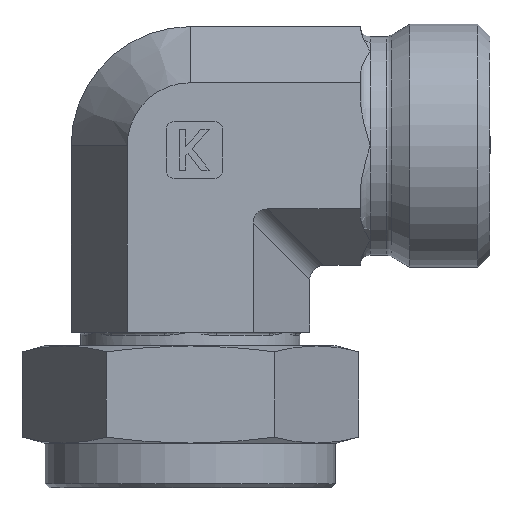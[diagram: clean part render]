
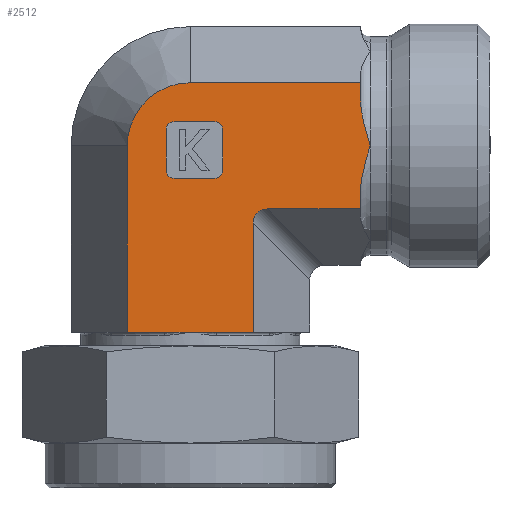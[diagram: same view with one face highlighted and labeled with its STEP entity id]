
A CAD part, left-side view. The second image highlights one B-rep face of the part: STEP entity #2512.
In plain terms, the highlighted planar face has unit normal (-1, 0, 0).
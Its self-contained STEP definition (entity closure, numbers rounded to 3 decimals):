
#114=CARTESIAN_POINT('',(-31.685,12.854,0.5));
#115=VERTEX_POINT('',#114);
#177=CARTESIAN_POINT('',(-31.685,9.544,0.5));
#178=VERTEX_POINT('',#177);
#188=CARTESIAN_POINT('',(-31.685,12.854,0.5));
#189=DIRECTION('',(0.0,-1.0,0.0));
#190=VECTOR('',#189,3.311);
#191=LINE('',#188,#190);
#192=EDGE_CURVE('',#115,#178,#191,.T.);
#259=CARTESIAN_POINT('',(-31.685,6.233,0.5));
#260=VERTEX_POINT('',#259);
#359=CARTESIAN_POINT('',(-31.685,9.544,0.5));
#360=DIRECTION('',(0.0,-1.0,0.0));
#361=VECTOR('',#360,3.311);
#362=LINE('',#359,#361);
#363=EDGE_CURVE('',#178,#260,#362,.T.);
#917=CARTESIAN_POINT('',(-31.685,17.338,0.5));
#918=VERTEX_POINT('',#917);
#919=CARTESIAN_POINT('',(-31.685,17.338,0.5));
#920=DIRECTION('',(0.0,-1.0,0.0));
#921=VECTOR('',#920,4.484);
#922=LINE('',#919,#921);
#923=EDGE_CURVE('',#918,#115,#922,.T.);
#940=CARTESIAN_POINT('',(-31.685,1.75,0.5));
#941=VERTEX_POINT('',#940);
#948=CARTESIAN_POINT('',(-31.685,6.233,0.5));
#949=DIRECTION('',(0.0,-1.0,0.0));
#950=VECTOR('',#949,4.484);
#951=LINE('',#948,#950);
#952=EDGE_CURVE('',#260,#941,#951,.T.);
#1590=CARTESIAN_POINT('',(-31.685,1.75,13.974));
#1591=VERTEX_POINT('',#1590);
#1598=CARTESIAN_POINT('',(-31.685,1.75,0.5));
#1599=DIRECTION('',(0.0,0.0,1.0));
#1600=VECTOR('',#1599,13.474);
#1601=LINE('',#1598,#1600);
#1602=EDGE_CURVE('',#941,#1591,#1601,.T.);
#1906=CARTESIAN_POINT('',(-31.685,-12.656,23.5));
#1907=VERTEX_POINT('',#1906);
#1915=CARTESIAN_POINT('',(-31.685,-11.456,17.683));
#1916=VERTEX_POINT('',#1915);
#1917=CARTESIAN_POINT('',(-31.685,-11.456,17.683));
#1918=CARTESIAN_POINT('',(-31.685,-11.456,19.556));
#1919=CARTESIAN_POINT('',(-31.685,-12.121,21.704));
#1920=CARTESIAN_POINT('',(-31.685,-12.656,23.5));
#1921=B_SPLINE_CURVE_WITH_KNOTS('',3,(#1917,#1918,#1919,#1920),.UNSPECIFIED.,.F.,.U.,(4,4),(1.142,1.704),.UNSPECIFIED.);
#1922=EDGE_CURVE('',#1916,#1907,#1921,.T.);
#1950=CARTESIAN_POINT('',(-31.685,-11.456,29.317));
#1951=VERTEX_POINT('',#1950);
#1959=CARTESIAN_POINT('',(-31.685,-12.656,23.5));
#1960=CARTESIAN_POINT('',(-31.685,-12.121,25.296));
#1961=CARTESIAN_POINT('',(-31.685,-11.456,27.444));
#1962=CARTESIAN_POINT('',(-31.685,-11.456,29.317));
#1963=B_SPLINE_CURVE_WITH_KNOTS('',3,(#1959,#1960,#1961,#1962),.UNSPECIFIED.,.F.,.U.,(4,4),(0.0,0.562),.UNSPECIFIED.);
#1964=EDGE_CURVE('',#1907,#1951,#1963,.T.);
#2348=CARTESIAN_POINT('',(-31.685,-11.456,15.706));
#2349=VERTEX_POINT('',#2348);
#2356=CARTESIAN_POINT('',(-31.685,0.018,15.706));
#2357=VERTEX_POINT('',#2356);
#2358=CARTESIAN_POINT('',(-31.685,0.018,15.706));
#2359=DIRECTION('',(0.0,-1.0,0.0));
#2360=VECTOR('',#2359,11.474);
#2361=LINE('',#2358,#2360);
#2362=EDGE_CURVE('',#2357,#2349,#2361,.T.);
#2383=CARTESIAN_POINT('',(-31.685,1.75,0.0));
#2384=DIRECTION('',(-1.0,0.0,0.0));
#2385=DIRECTION('',(0.0,0.0,1.0));
#2386=AXIS2_PLACEMENT_3D('',#2383,#2384,#2385);
#2387=PLANE('',#2386);
#2388=ORIENTED_EDGE('',*,*,#363,.T.);
#2389=ORIENTED_EDGE('',*,*,#952,.T.);
#2390=ORIENTED_EDGE('',*,*,#1602,.T.);
#2391=CARTESIAN_POINT('',(-31.685,-0.56,13.396));
#2392=DIRECTION('',(-1.0,0.0,0.0));
#2393=DIRECTION('',(0.0,0.707,0.707));
#2394=AXIS2_PLACEMENT_3D('',#2391,#2392,#2393);
#2395=ELLIPSE('',#2394,2.582,2.0);
#2396=EDGE_CURVE('',#2357,#1591,#2395,.T.);
#2397=ORIENTED_EDGE('',*,*,#2396,.F.);
#2398=ORIENTED_EDGE('',*,*,#2362,.T.);
#2399=CARTESIAN_POINT('',(-31.685,-11.456,15.706));
#2400=DIRECTION('',(0.0,0.0,1.0));
#2401=VECTOR('',#2400,1.977);
#2402=LINE('',#2399,#2401);
#2403=EDGE_CURVE('',#2349,#1916,#2402,.T.);
#2404=ORIENTED_EDGE('',*,*,#2403,.T.);
#2405=ORIENTED_EDGE('',*,*,#1922,.T.);
#2406=ORIENTED_EDGE('',*,*,#1964,.T.);
#2407=CARTESIAN_POINT('',(-31.685,-11.456,31.294));
#2408=VERTEX_POINT('',#2407);
#2409=CARTESIAN_POINT('',(-31.685,-11.456,29.317));
#2410=DIRECTION('',(0.0,0.0,1.0));
#2411=VECTOR('',#2410,1.977);
#2412=LINE('',#2409,#2411);
#2413=EDGE_CURVE('',#1951,#2408,#2412,.T.);
#2414=ORIENTED_EDGE('',*,*,#2413,.T.);
#2415=CARTESIAN_POINT('',(-31.685,9.544,31.294));
#2416=VERTEX_POINT('',#2415);
#2417=CARTESIAN_POINT('',(-31.685,9.544,31.294));
#2418=DIRECTION('',(0.0,-1.0,0.0));
#2419=VECTOR('',#2418,21.0);
#2420=LINE('',#2417,#2419);
#2421=EDGE_CURVE('',#2416,#2408,#2420,.T.);
#2422=ORIENTED_EDGE('',*,*,#2421,.F.);
#2423=CARTESIAN_POINT('',(-31.685,17.338,23.5));
#2424=VERTEX_POINT('',#2423);
#2425=CARTESIAN_POINT('',(-31.685,9.544,23.5));
#2426=DIRECTION('',(-1.0,0.0,0.0));
#2427=DIRECTION('',(0.0,0.0,1.0));
#2428=AXIS2_PLACEMENT_3D('',#2425,#2426,#2427);
#2429=CIRCLE('',#2428,7.794);
#2430=EDGE_CURVE('',#2416,#2424,#2429,.T.);
#2431=ORIENTED_EDGE('',*,*,#2430,.T.);
#2432=CARTESIAN_POINT('',(-31.685,17.338,0.5));
#2433=DIRECTION('',(0.0,0.0,1.0));
#2434=VECTOR('',#2433,23.);
#2435=LINE('',#2432,#2434);
#2436=EDGE_CURVE('',#918,#2424,#2435,.T.);
#2437=ORIENTED_EDGE('',*,*,#2436,.F.);
#2438=ORIENTED_EDGE('',*,*,#923,.T.);
#2439=ORIENTED_EDGE('',*,*,#192,.T.);
#2440=EDGE_LOOP('',(#2388,#2389,#2390,#2397,#2398,#2404,#2405,#2406,#2414,#2422,#2431,#2437,#2438,#2439));
#2441=FACE_OUTER_BOUND('',#2440,.T.);
#2442=CARTESIAN_POINT('',(-31.685,6.544,19.5));
#2443=VERTEX_POINT('',#2442);
#2444=CARTESIAN_POINT('',(-31.685,11.544,19.5));
#2445=VERTEX_POINT('',#2444);
#2446=CARTESIAN_POINT('',(-31.685,6.544,19.5));
#2447=DIRECTION('',(0.0,1.0,0.0));
#2448=VECTOR('',#2447,5.0);
#2449=LINE('',#2446,#2448);
#2450=EDGE_CURVE('',#2443,#2445,#2449,.T.);
#2451=ORIENTED_EDGE('',*,*,#2450,.T.);
#2452=CARTESIAN_POINT('',(-31.685,12.544,20.5));
#2453=VERTEX_POINT('',#2452);
#2454=CARTESIAN_POINT('',(-31.685,11.544,20.5));
#2455=DIRECTION('',(-1.0,0.0,0.0));
#2456=DIRECTION('',(0.0,0.707,-0.707));
#2457=AXIS2_PLACEMENT_3D('',#2454,#2455,#2456);
#2458=CIRCLE('',#2457,1.0);
#2459=EDGE_CURVE('',#2453,#2445,#2458,.T.);
#2460=ORIENTED_EDGE('',*,*,#2459,.F.);
#2461=CARTESIAN_POINT('',(-31.685,12.544,25.5));
#2462=VERTEX_POINT('',#2461);
#2463=CARTESIAN_POINT('',(-31.685,12.544,20.5));
#2464=DIRECTION('',(0.0,0.0,1.0));
#2465=VECTOR('',#2464,5.);
#2466=LINE('',#2463,#2465);
#2467=EDGE_CURVE('',#2453,#2462,#2466,.T.);
#2468=ORIENTED_EDGE('',*,*,#2467,.T.);
#2469=CARTESIAN_POINT('',(-31.685,11.544,26.5));
#2470=VERTEX_POINT('',#2469);
#2471=CARTESIAN_POINT('',(-31.685,11.544,25.5));
#2472=DIRECTION('',(-1.0,0.0,0.0));
#2473=DIRECTION('',(0.0,0.707,0.707));
#2474=AXIS2_PLACEMENT_3D('',#2471,#2472,#2473);
#2475=CIRCLE('',#2474,1.0);
#2476=EDGE_CURVE('',#2470,#2462,#2475,.T.);
#2477=ORIENTED_EDGE('',*,*,#2476,.F.);
#2478=CARTESIAN_POINT('',(-31.685,6.544,26.5));
#2479=VERTEX_POINT('',#2478);
#2480=CARTESIAN_POINT('',(-31.685,11.544,26.5));
#2481=DIRECTION('',(0.0,-1.0,0.0));
#2482=VECTOR('',#2481,5.);
#2483=LINE('',#2480,#2482);
#2484=EDGE_CURVE('',#2470,#2479,#2483,.T.);
#2485=ORIENTED_EDGE('',*,*,#2484,.T.);
#2486=CARTESIAN_POINT('',(-31.685,5.544,25.5));
#2487=VERTEX_POINT('',#2486);
#2488=CARTESIAN_POINT('',(-31.685,6.544,25.5));
#2489=DIRECTION('',(-1.0,0.0,0.0));
#2490=DIRECTION('',(0.0,-0.707,0.707));
#2491=AXIS2_PLACEMENT_3D('',#2488,#2489,#2490);
#2492=CIRCLE('',#2491,1.0);
#2493=EDGE_CURVE('',#2487,#2479,#2492,.T.);
#2494=ORIENTED_EDGE('',*,*,#2493,.F.);
#2495=CARTESIAN_POINT('',(-31.685,5.544,20.5));
#2496=VERTEX_POINT('',#2495);
#2497=CARTESIAN_POINT('',(-31.685,5.544,25.5));
#2498=DIRECTION('',(0.0,0.0,-1.0));
#2499=VECTOR('',#2498,5.);
#2500=LINE('',#2497,#2499);
#2501=EDGE_CURVE('',#2487,#2496,#2500,.T.);
#2502=ORIENTED_EDGE('',*,*,#2501,.T.);
#2503=CARTESIAN_POINT('',(-31.685,6.544,20.5));
#2504=DIRECTION('',(-1.0,0.0,0.0));
#2505=DIRECTION('',(0.0,-0.707,-0.707));
#2506=AXIS2_PLACEMENT_3D('',#2503,#2504,#2505);
#2507=CIRCLE('',#2506,1.0);
#2508=EDGE_CURVE('',#2443,#2496,#2507,.T.);
#2509=ORIENTED_EDGE('',*,*,#2508,.F.);
#2510=EDGE_LOOP('',(#2451,#2460,#2468,#2477,#2485,#2494,#2502,#2509));
#2511=FACE_BOUND('',#2510,.T.);
#2512=ADVANCED_FACE('',(#2441,#2511),#2387,.T.);
